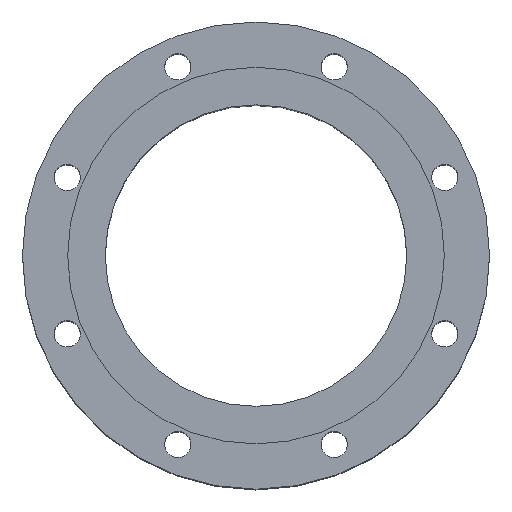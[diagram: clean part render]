
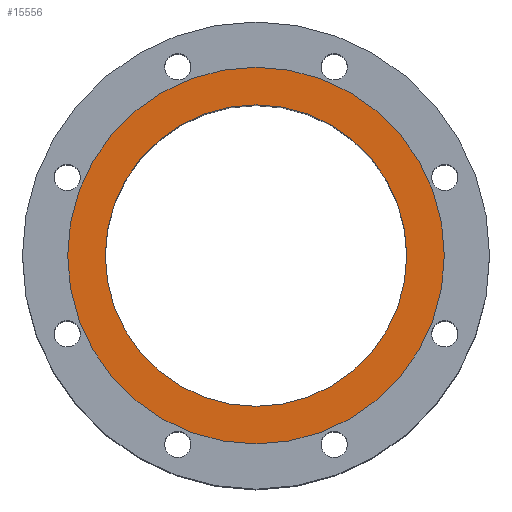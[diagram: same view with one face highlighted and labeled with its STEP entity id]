
A CAD part, top view. The second image highlights one B-rep face of the part: STEP entity #15556.
In plain terms, the highlighted planar face has unit normal (0, 0, 1).
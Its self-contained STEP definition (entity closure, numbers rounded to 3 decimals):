
#2047 = AXIS2_PLACEMENT_3D ( 'NONE', #15301, #15613, #20580 ) ;
#2352 = AXIS2_PLACEMENT_3D ( 'NONE', #15809, #11289, #28621 ) ;
#2933 = AXIS2_PLACEMENT_3D ( 'NONE', #31291, #29046, #24064 ) ;
#4528 = ORIENTED_EDGE ( 'NONE', *, *, #18108, .T. ) ;
#5282 = EDGE_LOOP ( 'NONE', ( #16640, #20480 ) ) ;
#5846 = EDGE_LOOP ( 'NONE', ( #6558, #4528 ) ) ;
#6558 = ORIENTED_EDGE ( 'NONE', *, *, #12281, .T. ) ;
#7544 = CIRCLE ( 'NONE', #25498, 129. ) ;
#8382 = EDGE_CURVE ( 'NONE', #19937, #17417, #16221, .T. ) ;
#8973 = FACE_BOUND ( 'NONE', #5282, .T. ) ;
#9116 = VERTEX_POINT ( 'NONE', #30137 ) ;
#10536 = DIRECTION ( 'NONE',  ( 1., 0., 0. ) ) ;
#11289 = DIRECTION ( 'NONE',  ( 0., 0., 1. ) ) ;
#12281 = EDGE_CURVE ( 'NONE', #13790, #9116, #7544, .T. ) ;
#13309 = CARTESIAN_POINT ( 'NONE',  ( 103.25, 0., 0. ) ) ;
#13790 = VERTEX_POINT ( 'NONE', #17572 ) ;
#13798 = FACE_OUTER_BOUND ( 'NONE', #5846, .T. ) ;
#15301 = CARTESIAN_POINT ( 'NONE',  ( 0., 0., 0. ) ) ;
#15556 = ADVANCED_FACE ( 'NONE', ( #8973, #13798 ), #26158, .F. ) ;
#15613 = DIRECTION ( 'NONE',  ( 0., 0., 1. ) ) ;
#15809 = CARTESIAN_POINT ( 'NONE',  ( 0., 0., 0. ) ) ;
#15816 = AXIS2_PLACEMENT_3D ( 'NONE', #18243, #27547, #10536 ) ;
#15854 = CARTESIAN_POINT ( 'NONE',  ( 0., 0., 0. ) ) ;
#15923 = CIRCLE ( 'NONE', #2047, 103.25 ) ;
#16221 = CIRCLE ( 'NONE', #2352, 103.25 ) ;
#16640 = ORIENTED_EDGE ( 'NONE', *, *, #8382, .F. ) ;
#17417 = VERTEX_POINT ( 'NONE', #27764 ) ;
#17572 = CARTESIAN_POINT ( 'NONE',  ( 129., 0., 0. ) ) ;
#18108 = EDGE_CURVE ( 'NONE', #9116, #13790, #21929, .T. ) ;
#18243 = CARTESIAN_POINT ( 'NONE',  ( 0., 0., 0. ) ) ;
#19937 = VERTEX_POINT ( 'NONE', #13309 ) ;
#20480 = ORIENTED_EDGE ( 'NONE', *, *, #24427, .F. ) ;
#20580 = DIRECTION ( 'NONE',  ( 1., 0., 0. ) ) ;
#21929 = CIRCLE ( 'NONE', #15816, 129. ) ;
#23072 = DIRECTION ( 'NONE',  ( 1., 0., 0. ) ) ;
#24064 = DIRECTION ( 'NONE',  ( -1., 0., 0. ) ) ;
#24427 = EDGE_CURVE ( 'NONE', #17417, #19937, #15923, .T. ) ;
#25498 = AXIS2_PLACEMENT_3D ( 'NONE', #15854, #25784, #23072 ) ;
#25784 = DIRECTION ( 'NONE',  ( 0., 0., 1. ) ) ;
#26158 = PLANE ( 'NONE',  #2933 ) ;
#27547 = DIRECTION ( 'NONE',  ( 0., 0., 1. ) ) ;
#27764 = CARTESIAN_POINT ( 'NONE',  ( -103.25, 0., 0. ) ) ;
#28621 = DIRECTION ( 'NONE',  ( 1., 0., 0. ) ) ;
#29046 = DIRECTION ( 'NONE',  ( 0., 0., -1. ) ) ;
#30137 = CARTESIAN_POINT ( 'NONE',  ( -129., 0., 0. ) ) ;
#31291 = CARTESIAN_POINT ( 'NONE',  ( 0., 129., 0. ) ) ;
